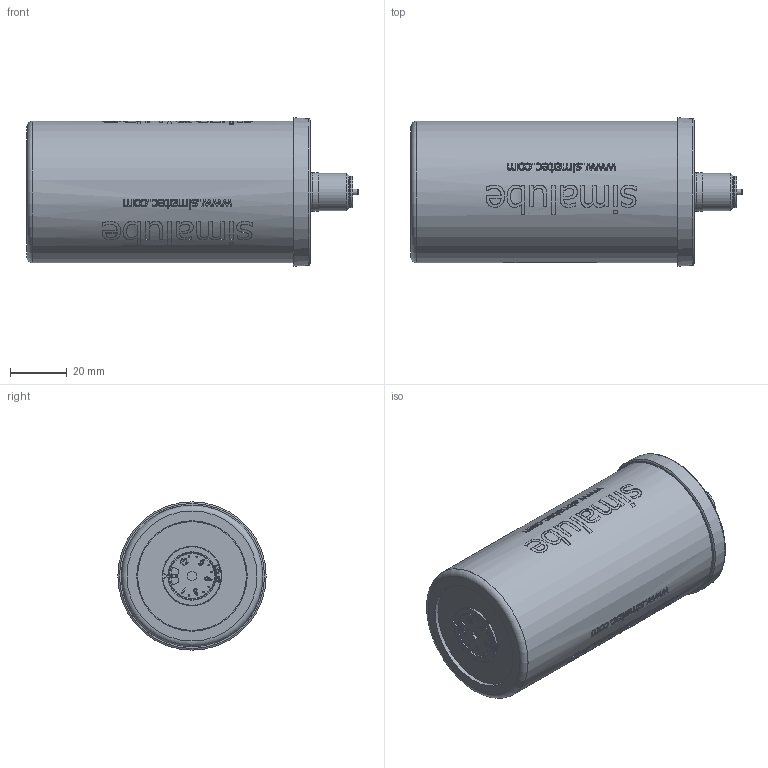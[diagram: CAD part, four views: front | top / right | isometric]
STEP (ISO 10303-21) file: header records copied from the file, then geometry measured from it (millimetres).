
FILE_DESCRIPTION((''),'2;1');
FILE_NAME('SL00_125.stp','2011-12-05T08:34:35',('pascalzweiacker'),(''),'Autodesk Inventor 2012','Autodesk Inventor 2012','');
FILE_SCHEMA(('AUTOMOTIVE_DESIGN { 1 0 10303 214 1 1 1 1 }'));
Length unit declared in the file: millimetre
Products named in the file (1): SL00_125
Bounding box: 117.24 x 52.36 x 52.36 mm (x, y, z)
Volume: 197969.5 mm3; surface area: 21072.7 mm2
Topology: 1 solids, 4 shells, 1431 faces, 3851 edges, 2565 vertices
Faces by surface type: bspline 713, plane 554, cylinder 132, cone 23, torus 9
Full cylindrical faces by diameter (mm): 0.4 x5, 0.5 x7, 1 x1, 2 x1, 8 x1, 9.5 x1, 11 x1, 13.157 x1, 16.1 x1, 16.5 x1, 16.65 x1, 17.05 x1, 20.85 x1, 20.92 x1, 38.4 x1, 39 x1, 50 x1
Entity records: 205835 total; most frequent: CARTESIAN_POINT 175607, ORIENTED_EDGE 7576, EDGE_CURVE 3788, DIRECTION 3725, VERTEX_POINT 2549, B_SPLINE_CURVE_WITH_KNOTS 1641, EDGE_LOOP 1619, VECTOR 1611
